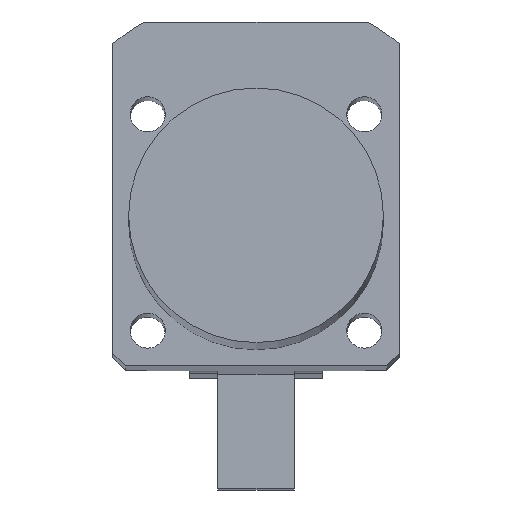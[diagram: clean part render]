
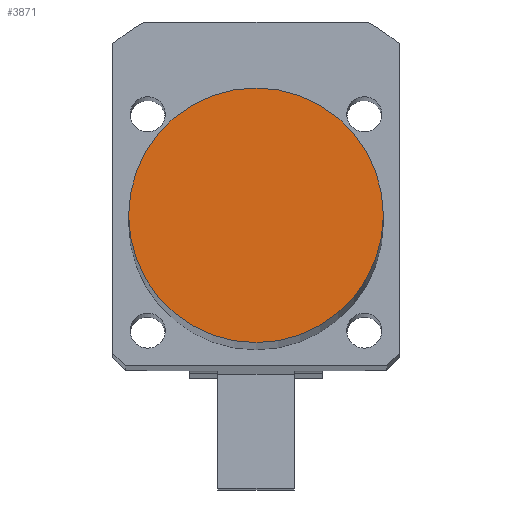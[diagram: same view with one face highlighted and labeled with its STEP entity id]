
A CAD part, front view. The second image highlights one B-rep face of the part: STEP entity #3871.
In plain terms, the highlighted face is planar.
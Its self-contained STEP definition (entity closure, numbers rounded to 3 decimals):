
#37 = EDGE_CURVE ( 'NONE', #5870, #334, #2507, .T. ) ;
#334 = VERTEX_POINT ( 'NONE', #2392 ) ;
#922 = EDGE_CURVE ( 'NONE', #334, #5870, #2898, .T. ) ;
#1147 = AXIS2_PLACEMENT_3D ( 'NONE', #2622, #2490, #2465 ) ;
#2392 = CARTESIAN_POINT ( 'NONE',  ( 0., 0., -20. ) ) ;
#2465 = DIRECTION ( 'NONE',  ( 0., 0., -1. ) ) ;
#2490 = DIRECTION ( 'NONE',  ( 0., -1., 0. ) ) ;
#2507 = CIRCLE ( 'NONE', #3733, 20. ) ;
#2622 = CARTESIAN_POINT ( 'NONE',  ( 15., 0., 0. ) ) ;
#2630 = PLANE ( 'NONE',  #1147 ) ;
#2898 = CIRCLE ( 'NONE', #4442, 20. ) ;
#3168 = EDGE_LOOP ( 'NONE', ( #5822, #5056 ) ) ;
#3733 = AXIS2_PLACEMENT_3D ( 'NONE', #4373, #4010, #3991 ) ;
#3871 = ADVANCED_FACE ( 'NONE', ( #4513 ), #2630, .T. ) ;
#3991 = DIRECTION ( 'NONE',  ( 0., 0., -1. ) ) ;
#4010 = DIRECTION ( 'NONE',  ( 0., 1., 0. ) ) ;
#4373 = CARTESIAN_POINT ( 'NONE',  ( 0., 0., 0. ) ) ;
#4442 = AXIS2_PLACEMENT_3D ( 'NONE', #5007, #4987, #4970 ) ;
#4513 = FACE_OUTER_BOUND ( 'NONE', #3168, .T. ) ;
#4773 = CARTESIAN_POINT ( 'NONE',  ( 0., 0., 20. ) ) ;
#4970 = DIRECTION ( 'NONE',  ( 0., 0., -1. ) ) ;
#4987 = DIRECTION ( 'NONE',  ( 0., 1., 0. ) ) ;
#5007 = CARTESIAN_POINT ( 'NONE',  ( 0., 0., 0. ) ) ;
#5056 = ORIENTED_EDGE ( 'NONE', *, *, #37, .F. ) ;
#5822 = ORIENTED_EDGE ( 'NONE', *, *, #922, .F. ) ;
#5870 = VERTEX_POINT ( 'NONE', #4773 ) ;
